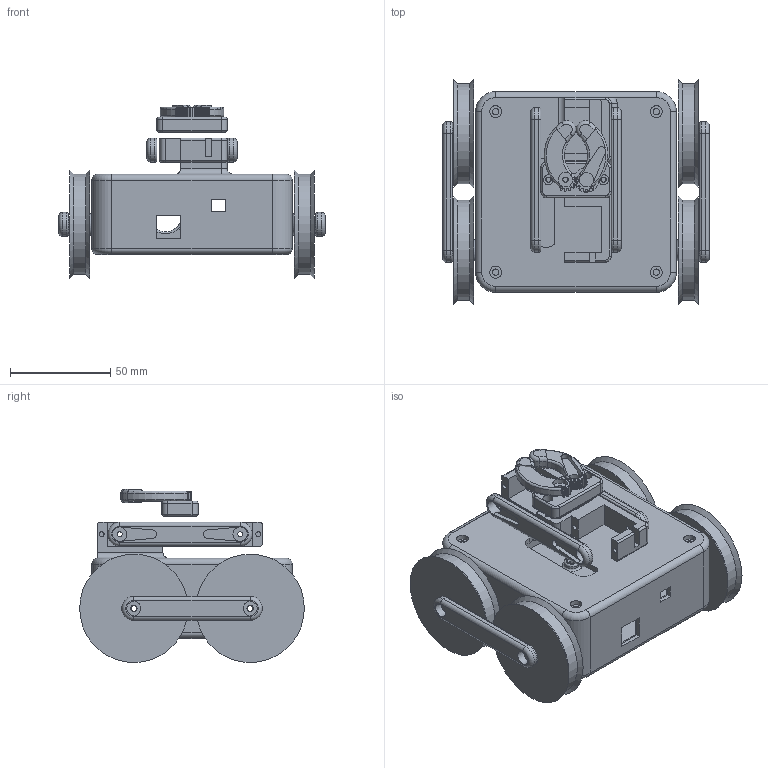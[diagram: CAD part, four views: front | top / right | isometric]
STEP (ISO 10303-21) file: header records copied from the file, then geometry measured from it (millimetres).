
FILE_DESCRIPTION(/* description */ (''),/* implementation_level */ '2;1');
FILE_NAME(/* name */ 'Bug A.step',/* time_stamp */ '2024-09-07T11:25:07-04:00',/* author */ (''),/* organization */ (''),/* preprocessor_version */ 'ST-DEVELOPER v20',/* originating_system */ 'Autodesk Translation Framework v13.14.0.145',/* authorisation */ '');
FILE_SCHEMA (('AUTOMOTIVE_DESIGN { 1 0 10303 214 3 1 1 }'));
Length unit declared in the file: millimetre
Products named in the file (17): Bug A; Body; Lid; Driven Pincher Gripper; Elbow; Wheel Brace (R); Wheel Brace (L); Drive Wheel (R); Idle Wheel (R); Follower Link; Follower Pincher; Driven Pincher; Follower Pincher Gripper; Idle Wheel (L); Drive Wheel (L); Driven Link; Wrist
Assembly tree (16 placements, depth 2):
  Bug A
    Body
    Lid
    Driven Pincher Gripper
    Elbow
    Wheel Brace (R)
    Wheel Brace (L)
    Drive Wheel (R)
    Idle Wheel (R)
    Follower Link
    Follower Pincher
    Driven Pincher
    Follower Pincher Gripper
    Idle Wheel (L)
    Drive Wheel (L)
    Driven Link
    Wrist
Bounding box: 133 x 112 x 86.3 mm (x, y, z)
Volume: 226556.3 mm3; surface area: 113781.1 mm2
Topology: 16 solids, 16 shells, 694 faces, 1690 edges, 1058 vertices
Faces by surface type: cylinder 280, plane 242, torus 129, bspline 26, cone 16, sphere 1
Full cylindrical faces by diameter (mm): 2.4 x8, 2.5 x1, 2.75 x5, 2.8 x7, 3.2 x10, 4.2 x2, 4.6 x4, 4.8 x2, 5 x1, 6 x4, 7 x4, 7.2 x4, 8 x3, 10 x2, 12 x2, 16.4 x2, 50 x4
Entity records: 23531 total; most frequent: CARTESIAN_POINT 6308, DIRECTION 3740, ORIENTED_EDGE 3376, EDGE_CURVE 1688, AXIS2_PLACEMENT_3D 1466, VERTEX_POINT 1058, LINE 808, VECTOR 808
